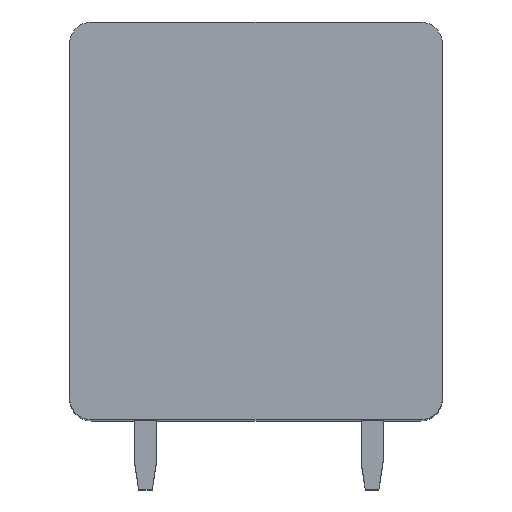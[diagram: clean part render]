
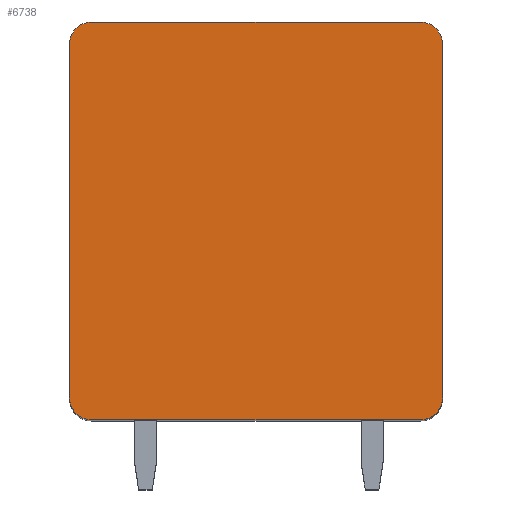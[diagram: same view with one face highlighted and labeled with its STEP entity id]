
A CAD part, top view. The second image highlights one B-rep face of the part: STEP entity #6738.
In plain terms, the highlighted planar face has unit normal (0, 0, 1).
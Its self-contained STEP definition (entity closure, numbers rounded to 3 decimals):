
#885=CARTESIAN_POINT('',(-5.95,6.4,1.75));
#886=DIRECTION('',(0.,0.,1.));
#887=DIRECTION('',(0.,1.,0.));
#888=AXIS2_PLACEMENT_3D('',#885,#886,#887);
#890=DIRECTION('',(-1.,0.,0.));
#891=VECTOR('',#890,11.9);
#892=CARTESIAN_POINT('',(5.95,7.2,1.75));
#893=LINE('',#892,#891);
#894=CARTESIAN_POINT('',(5.95,6.4,1.75));
#895=DIRECTION('',(0.,0.,1.));
#896=DIRECTION('',(1.,0.,0.));
#897=AXIS2_PLACEMENT_3D('',#894,#895,#896);
#899=DIRECTION('',(0.,1.,0.));
#900=VECTOR('',#899,12.8);
#901=CARTESIAN_POINT('',(6.75,-6.4,1.75));
#902=LINE('',#901,#900);
#903=CARTESIAN_POINT('',(5.95,-6.4,1.75));
#904=DIRECTION('',(0.,0.,1.));
#905=DIRECTION('',(0.,-1.,0.));
#906=AXIS2_PLACEMENT_3D('',#903,#904,#905);
#908=DIRECTION('',(1.,0.,0.));
#909=VECTOR('',#908,11.9);
#910=CARTESIAN_POINT('',(-5.95,-7.2,1.75));
#911=LINE('',#910,#909);
#912=CARTESIAN_POINT('',(-5.95,-6.4,1.75));
#913=DIRECTION('',(0.,0.,1.));
#914=DIRECTION('',(-1.,0.,0.));
#915=AXIS2_PLACEMENT_3D('',#912,#913,#914);
#917=DIRECTION('',(0.,-1.,0.));
#918=VECTOR('',#917,12.8);
#919=CARTESIAN_POINT('',(-6.75,6.4,1.75));
#920=LINE('',#919,#918);
#4915=CARTESIAN_POINT('',(-5.95,7.2,1.75));
#4916=VERTEX_POINT('',#4915);
#4917=CARTESIAN_POINT('',(-6.75,6.4,1.75));
#4918=VERTEX_POINT('',#4917);
#4923=CARTESIAN_POINT('',(6.75,6.4,1.75));
#4924=VERTEX_POINT('',#4923);
#4925=CARTESIAN_POINT('',(5.95,7.2,1.75));
#4926=VERTEX_POINT('',#4925);
#4931=CARTESIAN_POINT('',(-6.75,-6.4,1.75));
#4932=VERTEX_POINT('',#4931);
#4933=CARTESIAN_POINT('',(-5.95,-7.2,1.75));
#4934=VERTEX_POINT('',#4933);
#4939=CARTESIAN_POINT('',(5.95,-7.2,1.75));
#4940=VERTEX_POINT('',#4939);
#4941=CARTESIAN_POINT('',(6.75,-6.4,1.75));
#4942=VERTEX_POINT('',#4941);
#6723=CARTESIAN_POINT('',(0.,0.,1.75));
#6724=DIRECTION('',(0.,0.,1.));
#6725=DIRECTION('',(1.,0.,0.));
#6726=AXIS2_PLACEMENT_3D('',#6723,#6724,#6725);
#6727=PLANE('',#6726);
#6728=ORIENTED_EDGE('',*,*,#6151,.F.);
#6729=ORIENTED_EDGE('',*,*,#6167,.F.);
#6730=ORIENTED_EDGE('',*,*,#6348,.F.);
#6731=ORIENTED_EDGE('',*,*,#6363,.F.);
#6732=ORIENTED_EDGE('',*,*,#6496,.F.);
#6733=ORIENTED_EDGE('',*,*,#6509,.F.);
#6734=ORIENTED_EDGE('',*,*,#6644,.F.);
#6735=ORIENTED_EDGE('',*,*,#6656,.F.);
#6736=EDGE_LOOP('',(#6728,#6729,#6730,#6731,#6732,#6733,#6734,#6735));
#6737=FACE_OUTER_BOUND('',#6736,.F.);
#889=CIRCLE('',#888,0.8);
#898=CIRCLE('',#897,0.8);
#907=CIRCLE('',#906,0.8);
#916=CIRCLE('',#915,0.8);
#6151=EDGE_CURVE('',#4916,#4918,#889,.T.);
#6167=EDGE_CURVE('',#4926,#4916,#893,.T.);
#6348=EDGE_CURVE('',#4924,#4926,#898,.T.);
#6363=EDGE_CURVE('',#4942,#4924,#902,.T.);
#6496=EDGE_CURVE('',#4940,#4942,#907,.T.);
#6509=EDGE_CURVE('',#4934,#4940,#911,.T.);
#6644=EDGE_CURVE('',#4932,#4934,#916,.T.);
#6656=EDGE_CURVE('',#4918,#4932,#920,.T.);
#6738=ADVANCED_FACE('',(#6737),#6727,.T.);
